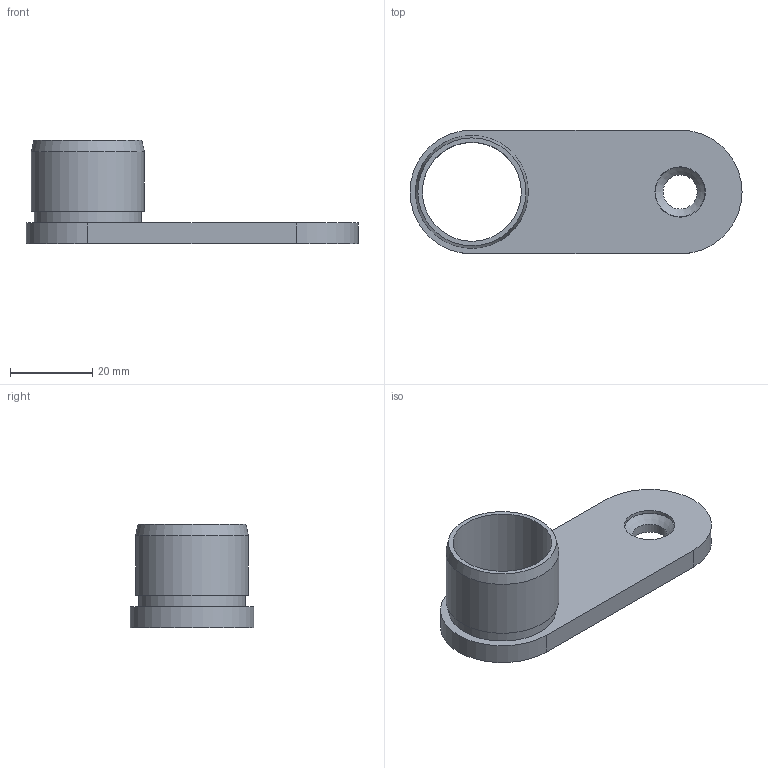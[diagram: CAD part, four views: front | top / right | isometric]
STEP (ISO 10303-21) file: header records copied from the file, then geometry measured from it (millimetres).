
FILE_DESCRIPTION(/* description */ (''),/* implementation_level */ '2;1');
FILE_NAME(/* name */ 'Anschraublaschen_X245.stp',/* time_stamp */ '2017-06-15T10:03:21+02:00',/* author */ (''),/* organization */ (''),/* preprocessor_version */ 'ST-DEVELOPER v16',/* originating_system */ 'SIEMENS PLM Software NX 11.0',/* authorisation */ '');
FILE_SCHEMA (('AUTOMOTIVE_DESIGN { 1 0 10303 214 3 1 1 1 }'));
Length unit declared in the file: millimetre
Products named in the file (1): Goge2128018Ckwxr
Bounding box: 80.5 x 30 x 25 mm (x, y, z)
Volume: 10962.5 mm3; surface area: 8180.3 mm2
Topology: 1 solids, 1 shells, 16 faces, 32 edges, 21 vertices
Faces by surface type: cylinder 7, plane 7, cone 2
Full cylindrical faces by diameter (mm): 8.3 x1, 12.2 x1, 24 x1, 26 x1, 27.37 x1
Entity records: 420 total; most frequent: DIRECTION 74, CARTESIAN_POINT 61, ORIENTED_EDGE 48, AXIS2_PLACEMENT_3D 33, EDGE_LOOP 30, FACE_BOUND 26, EDGE_CURVE 24, VERTEX_POINT 20
